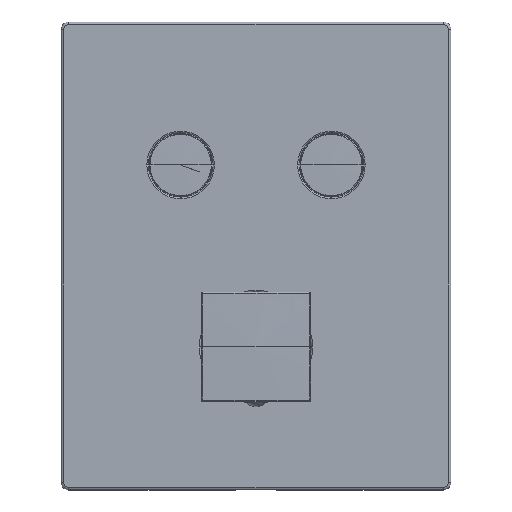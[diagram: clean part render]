
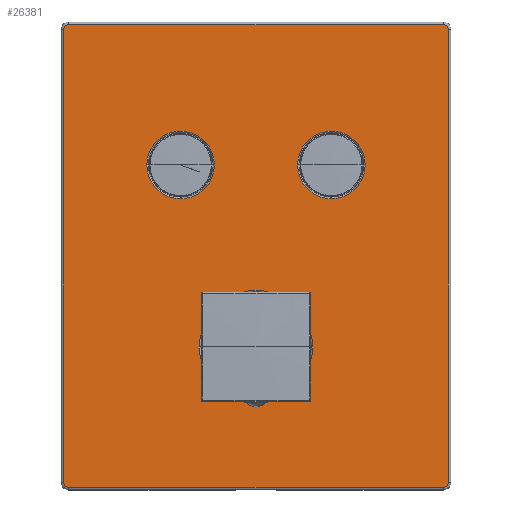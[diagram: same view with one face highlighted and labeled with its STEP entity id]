
A CAD part, top view. The second image highlights one B-rep face of the part: STEP entity #26381.
In plain terms, the highlighted planar face has unit normal (0, 0, 1).
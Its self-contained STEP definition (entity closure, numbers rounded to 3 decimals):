
#4054=CARTESIAN_POINT('',(72.,-87.,9.));
#4055=DIRECTION('',(0.,0.,1.));
#4056=DIRECTION('',(0.,-1.,0.));
#4057=AXIS2_PLACEMENT_3D('',#4054,#4055,#4056);
#4059=DIRECTION('',(1.,0.,0.));
#4060=VECTOR('',#4059,144.);
#4061=CARTESIAN_POINT('',(-72.,-89.,9.));
#4062=LINE('',#4061,#4060);
#4063=CARTESIAN_POINT('',(-72.,-87.,9.));
#4064=DIRECTION('',(0.,0.,1.));
#4065=DIRECTION('',(-1.,0.,0.));
#4066=AXIS2_PLACEMENT_3D('',#4063,#4064,#4065);
#4068=DIRECTION('',(0.,-1.,0.));
#4069=VECTOR('',#4068,174.);
#4070=CARTESIAN_POINT('',(-74.,87.,9.));
#4071=LINE('',#4070,#4069);
#4072=CARTESIAN_POINT('',(-72.,87.,9.));
#4073=DIRECTION('',(0.,0.,1.));
#4074=DIRECTION('',(0.,1.,0.));
#4075=AXIS2_PLACEMENT_3D('',#4072,#4073,#4074);
#4077=DIRECTION('',(-1.,0.,0.));
#4078=VECTOR('',#4077,144.);
#4079=CARTESIAN_POINT('',(72.,89.,9.));
#4080=LINE('',#4079,#4078);
#4081=CARTESIAN_POINT('',(72.,87.,9.));
#4082=DIRECTION('',(0.,0.,1.));
#4083=DIRECTION('',(1.,0.,0.));
#4084=AXIS2_PLACEMENT_3D('',#4081,#4082,#4083);
#4086=DIRECTION('',(0.,1.,0.));
#4087=VECTOR('',#4086,174.);
#4088=CARTESIAN_POINT('',(74.,-87.,9.));
#4089=LINE('',#4088,#4087);
#4090=CARTESIAN_POINT('',(-29.,35.,9.));
#4091=DIRECTION('',(0.,0.,-1.));
#4092=DIRECTION('',(-1.,0.,0.));
#4093=AXIS2_PLACEMENT_3D('',#4090,#4091,#4092);
#4095=CARTESIAN_POINT('',(-29.,35.,9.));
#4096=DIRECTION('',(0.,0.,-1.));
#4097=DIRECTION('',(1.,0.,0.));
#4098=AXIS2_PLACEMENT_3D('',#4095,#4096,#4097);
#4100=CARTESIAN_POINT('',(29.,35.,9.));
#4101=DIRECTION('',(0.,0.,-1.));
#4102=DIRECTION('',(-1.,0.,0.));
#4103=AXIS2_PLACEMENT_3D('',#4100,#4101,#4102);
#4105=CARTESIAN_POINT('',(29.,35.,9.));
#4106=DIRECTION('',(0.,0.,-1.));
#4107=DIRECTION('',(1.,0.,0.));
#4108=AXIS2_PLACEMENT_3D('',#4105,#4106,#4107);
#4110=CARTESIAN_POINT('',(0.,-35.,9.));
#4111=DIRECTION('',(0.,0.,-1.));
#4112=DIRECTION('',(1.,0.,0.));
#4113=AXIS2_PLACEMENT_3D('',#4110,#4111,#4112);
#4115=CARTESIAN_POINT('',(0.,-35.,9.));
#4116=DIRECTION('',(0.,0.,-1.));
#4117=DIRECTION('',(-1.,0.,0.));
#4118=AXIS2_PLACEMENT_3D('',#4115,#4116,#4117);
#20334=CARTESIAN_POINT('',(-42.,35.,9.));
#20335=CARTESIAN_POINT('',(-16.,35.,9.));
#20336=VERTEX_POINT('',#20334);
#20337=VERTEX_POINT('',#20335);
#20342=CARTESIAN_POINT('',(16.,35.,9.));
#20343=CARTESIAN_POINT('',(42.,35.,9.));
#20344=VERTEX_POINT('',#20342);
#20345=VERTEX_POINT('',#20343);
#20350=CARTESIAN_POINT('',(21.8,-35.,9.));
#20351=CARTESIAN_POINT('',(-21.8,-35.,9.));
#20352=VERTEX_POINT('',#20350);
#20353=VERTEX_POINT('',#20351);
#20536=CARTESIAN_POINT('',(72.,-89.,9.));
#20537=CARTESIAN_POINT('',(74.,-87.,9.));
#20538=VERTEX_POINT('',#20536);
#20539=VERTEX_POINT('',#20537);
#20544=CARTESIAN_POINT('',(74.,87.,9.));
#20545=VERTEX_POINT('',#20544);
#20548=CARTESIAN_POINT('',(72.,89.,9.));
#20549=VERTEX_POINT('',#20548);
#20552=CARTESIAN_POINT('',(-72.,89.,9.));
#20553=VERTEX_POINT('',#20552);
#20556=CARTESIAN_POINT('',(-74.,87.,9.));
#20557=VERTEX_POINT('',#20556);
#20560=CARTESIAN_POINT('',(-74.,-87.,9.));
#20561=VERTEX_POINT('',#20560);
#20564=CARTESIAN_POINT('',(-72.,-89.,9.));
#20565=VERTEX_POINT('',#20564);
#26341=CARTESIAN_POINT('',(0.,0.,9.));
#26342=DIRECTION('',(0.,0.,1.));
#26343=DIRECTION('',(1.,0.,0.));
#26344=AXIS2_PLACEMENT_3D('',#26341,#26342,#26343);
#26345=PLANE('',#26344);
#26347=ORIENTED_EDGE('',*,*,#26346,.F.);
#26349=ORIENTED_EDGE('',*,*,#26348,.F.);
#26351=ORIENTED_EDGE('',*,*,#26350,.F.);
#26353=ORIENTED_EDGE('',*,*,#26352,.F.);
#26355=ORIENTED_EDGE('',*,*,#26354,.F.);
#26357=ORIENTED_EDGE('',*,*,#26356,.F.);
#26359=ORIENTED_EDGE('',*,*,#26358,.F.);
#26361=ORIENTED_EDGE('',*,*,#26360,.F.);
#26362=EDGE_LOOP('',(#26347,#26349,#26351,#26353,#26355,#26357,#26359,#26361));
#26363=FACE_OUTER_BOUND('',#26362,.F.);
#26365=ORIENTED_EDGE('',*,*,#26364,.F.);
#26367=ORIENTED_EDGE('',*,*,#26366,.F.);
#26368=EDGE_LOOP('',(#26365,#26367));
#26369=FACE_BOUND('',#26368,.F.);
#26371=ORIENTED_EDGE('',*,*,#26370,.F.);
#26373=ORIENTED_EDGE('',*,*,#26372,.F.);
#26374=EDGE_LOOP('',(#26371,#26373));
#26375=FACE_BOUND('',#26374,.F.);
#26377=ORIENTED_EDGE('',*,*,#26376,.F.);
#26378=ORIENTED_EDGE('',*,*,#26324,.F.);
#26379=EDGE_LOOP('',(#26377,#26378));
#26380=FACE_BOUND('',#26379,.F.);
#26381=ADVANCED_FACE('',(#26363,#26369,#26375,#26380),#26345,.T.);
#4058=CIRCLE('',#4057,2.);
#4067=CIRCLE('',#4066,2.);
#4076=CIRCLE('',#4075,2.);
#4085=CIRCLE('',#4084,2.);
#4094=CIRCLE('',#4093,13.);
#4099=CIRCLE('',#4098,13.);
#4104=CIRCLE('',#4103,13.);
#4109=CIRCLE('',#4108,13.);
#4114=CIRCLE('',#4113,21.8);
#4119=CIRCLE('',#4118,21.8);
#26324=EDGE_CURVE('',#20353,#20352,#4119,.T.);
#26346=EDGE_CURVE('',#20538,#20539,#4058,.T.);
#26348=EDGE_CURVE('',#20565,#20538,#4062,.T.);
#26350=EDGE_CURVE('',#20561,#20565,#4067,.T.);
#26352=EDGE_CURVE('',#20557,#20561,#4071,.T.);
#26354=EDGE_CURVE('',#20553,#20557,#4076,.T.);
#26356=EDGE_CURVE('',#20549,#20553,#4080,.T.);
#26358=EDGE_CURVE('',#20545,#20549,#4085,.T.);
#26360=EDGE_CURVE('',#20539,#20545,#4089,.T.);
#26364=EDGE_CURVE('',#20336,#20337,#4094,.T.);
#26366=EDGE_CURVE('',#20337,#20336,#4099,.T.);
#26370=EDGE_CURVE('',#20344,#20345,#4104,.T.);
#26372=EDGE_CURVE('',#20345,#20344,#4109,.T.);
#26376=EDGE_CURVE('',#20352,#20353,#4114,.T.);
